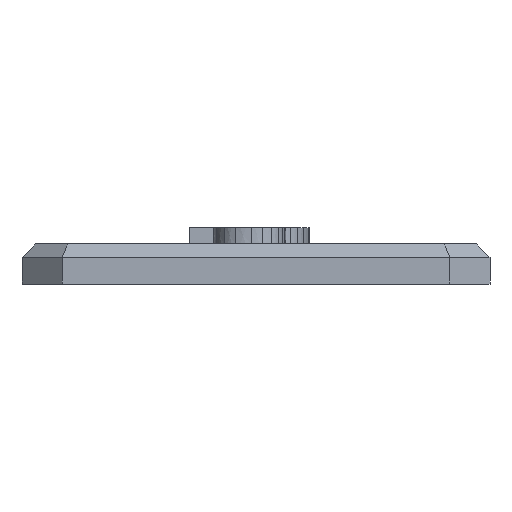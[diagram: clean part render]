
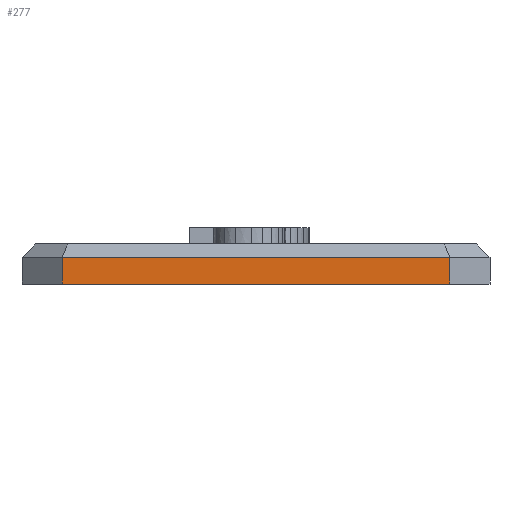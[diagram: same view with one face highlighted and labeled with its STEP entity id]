
A CAD part, left-side view. The second image highlights one B-rep face of the part: STEP entity #277.
In plain terms, the highlighted planar face has unit normal (-1, 0, 0).
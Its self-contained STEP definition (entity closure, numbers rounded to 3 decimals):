
#277=ADVANCED_FACE('',(#1722),#1724,.T.);
#1722=FACE_BOUND('',#1723,.T.);
#1723=EDGE_LOOP('',(#3585,#3586,#3587,#3588));
#1724=PLANE('',#1725);
#1725=AXIS2_PLACEMENT_3D('',#1726,#1727,#1728);
#1726=CARTESIAN_POINT('',(-27.5,17.5,0.));
#1727=DIRECTION('',(-1.,0.,0.));
#1728=DIRECTION('',(0.,-1.,0.));
#3585=ORIENTED_EDGE('',*,*,#4565,.F.);
#3586=ORIENTED_EDGE('',*,*,#4566,.F.);
#3587=ORIENTED_EDGE('',*,*,#4567,.T.);
#3588=ORIENTED_EDGE('',*,*,#4568,.T.);
#4565=EDGE_CURVE('',#5738,#5739,#5740,.T.);
#4566=EDGE_CURVE('',#5741,#5738,#5742,.T.);
#4567=EDGE_CURVE('',#5741,#5743,#5744,.T.);
#4568=EDGE_CURVE('',#5743,#5739,#5745,.T.);
#5738=VERTEX_POINT('',#8293);
#5739=VERTEX_POINT('',#8294);
#5740=LINE('',#8295,#8296);
#5741=VERTEX_POINT('',#8298);
#5742=LINE('',#8299,#8300);
#5743=VERTEX_POINT('',#8302);
#5744=LINE('',#8303,#8304);
#5745=LINE('',#8306,#8307);
#8293=CARTESIAN_POINT('',(-27.5,14.5,2.));
#8294=CARTESIAN_POINT('',(-27.5,-14.5,2.));
#8295=CARTESIAN_POINT('',(-27.5,14.5,2.));
#8296=VECTOR('',#8297,1.);
#8297=DIRECTION('',(0.,-1.,0.));
#8298=CARTESIAN_POINT('',(-27.5,14.5,0.));
#8299=CARTESIAN_POINT('',(-27.5,14.5,0.));
#8300=VECTOR('',#8301,1.);
#8301=DIRECTION('',(0.,0.,1.));
#8302=CARTESIAN_POINT('',(-27.5,-14.5,0.));
#8303=CARTESIAN_POINT('',(-27.5,14.5,0.));
#8304=VECTOR('',#8305,1.);
#8305=DIRECTION('',(0.,-1.,0.));
#8306=CARTESIAN_POINT('',(-27.5,-14.5,0.));
#8307=VECTOR('',#8308,1.);
#8308=DIRECTION('',(0.,0.,1.));
